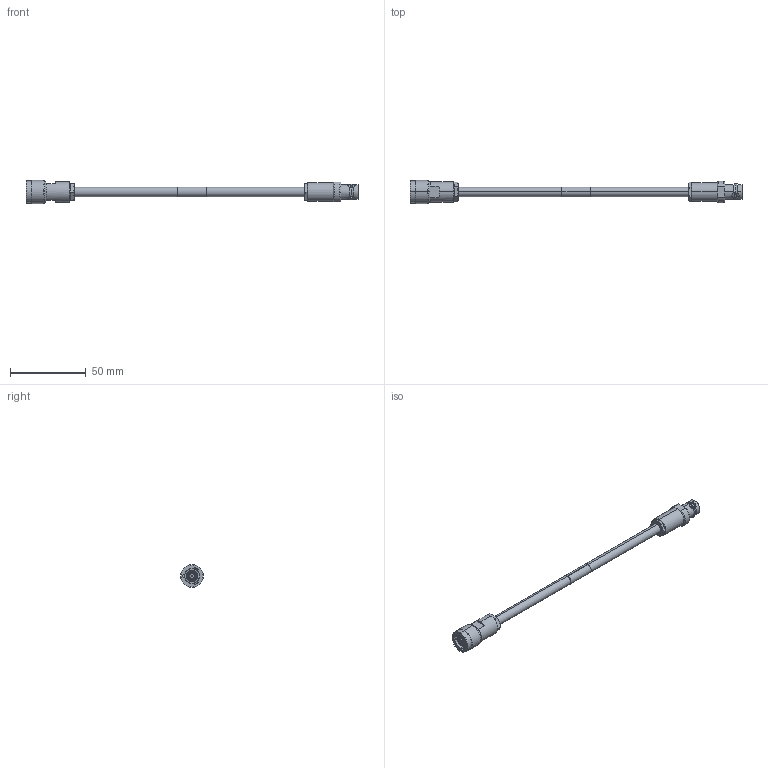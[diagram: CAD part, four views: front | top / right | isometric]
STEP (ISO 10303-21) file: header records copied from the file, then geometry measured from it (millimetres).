
FILE_DESCRIPTION (( 'STEP AP214' ), '1' );
FILE_NAME ('FM3MSA00673_3D.step', '2023-08-31T17:19:52', ( '' ), ( '' ), 'SwSTEP 2.0', 'SolidWorks 2022', '' );
FILE_SCHEMA (( 'AUTOMOTIVE_DESIGN' ));
Length unit declared in the file: inch
Products named in the file (11): 10-06575-XXX-MA2; FM3MSA00673_3D; 10-09030-XXX-MA1; 1AW01-003_.25" x .75" long; TWC-124-2_6"; 10-09030-XXX-MA2; 10-06575-XXX-MA3; 10-09030-XXX; 10-09030-XXX-MA3; 10-06575-XXX-MA1; 10-06575-XXX
Assembly tree (10 placements, depth 3):
  FM3MSA00673_3D
    TWC-124-2_6"
    10-09030-XXX
      10-09030-XXX-MA1
      10-09030-XXX-MA2
      10-09030-XXX-MA3
    10-06575-XXX
      10-06575-XXX-MA1
      10-06575-XXX-MA2
      10-06575-XXX-MA3
    1AW01-003_.25" x .75" long
Bounding box: 219.33 x 15.24 x 15.24 mm (x, y, z)
Volume: 11878 mm3; surface area: 10848.7 mm2
Topology: 8 solids, 8 shells, 337 faces, 816 edges, 518 vertices
Faces by surface type: cylinder 115, plane 113, cone 70, torus 24, bspline 15
Entity records: 12837 total; most frequent: CARTESIAN_POINT 3914, DIRECTION 1634, ORIENTED_EDGE 1624, EDGE_CURVE 812, AXIS2_PLACEMENT_3D 666, VERTEX_POINT 518, EDGE_LOOP 376, ADVANCED_FACE 337
